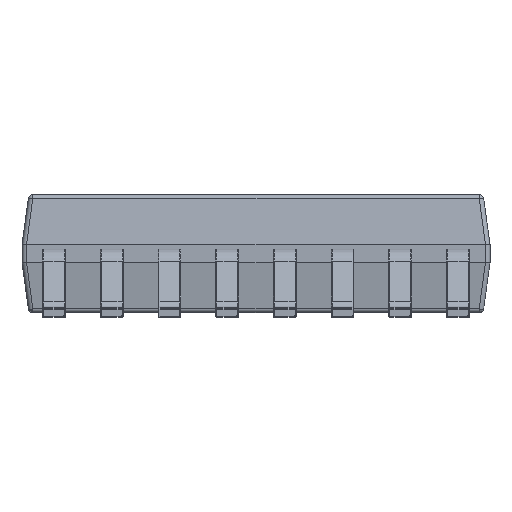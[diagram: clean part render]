
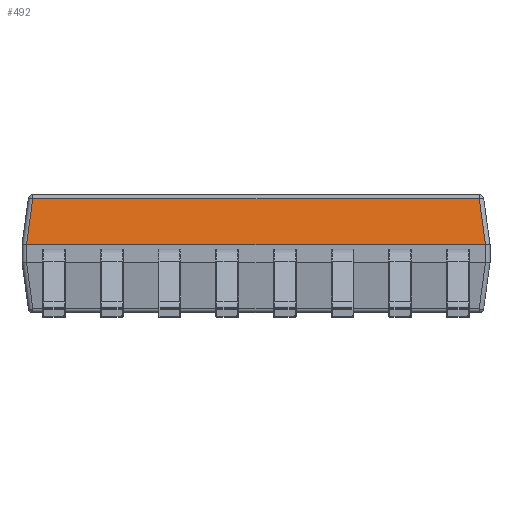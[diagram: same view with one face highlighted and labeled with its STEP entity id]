
A CAD part, left-side view. The second image highlights one B-rep face of the part: STEP entity #492.
In plain terms, the highlighted planar face has unit normal (-0.991, 0, 0.135).
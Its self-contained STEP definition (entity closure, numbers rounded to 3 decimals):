
#491 = ORIENTED_EDGE ( 'NONE', *, *, #874, .F. ) ;
#492 = ADVANCED_FACE ( 'NONE', ( #3644 ), #5575, .T. ) ;
#594 = EDGE_CURVE ( 'NONE', #1274, #2176, #3843, .T. ) ;
#857 = EDGE_CURVE ( 'NONE', #2176, #5829, #4389, .T. ) ;
#858 = EDGE_CURVE ( 'NONE', #1274, #10180, #6746, .T. ) ;
#874 = EDGE_CURVE ( 'NONE', #2603, #5829, #2502, .T. ) ;
#876 = EDGE_CURVE ( 'NONE', #2603, #6900, #2872, .T. ) ;
#915 = EDGE_CURVE ( 'NONE', #6900, #10180, #2482, .T. ) ;
#1274 = VERTEX_POINT ( 'NONE', #5277 ) ;
#1869 = CARTESIAN_POINT ( 'NONE',  ( -3.85, -5.051, 1.6 ) ) ;
#1873 = CARTESIAN_POINT ( 'NONE',  ( -3.85, -5.05, 1.6 ) ) ;
#1905 = CARTESIAN_POINT ( 'NONE',  ( -3.85, -5.051, 1.6 ) ) ;
#1918 = CARTESIAN_POINT ( 'NONE',  ( -3.85, -5.05, 1.6 ) ) ;
#2129 = DIRECTION ( 'NONE',  ( 0., -1., 0. ) ) ;
#2153 = CARTESIAN_POINT ( 'NONE',  ( -3.85, 5.051, 1.6 ) ) ;
#2164 = CARTESIAN_POINT ( 'NONE',  ( -3.85, 5.051, 1.6 ) ) ;
#2172 = CARTESIAN_POINT ( 'NONE',  ( -3.85, 5.051, 1.6 ) ) ;
#2175 = CARTESIAN_POINT ( 'NONE',  ( -3.85, 5.15, 1.6 ) ) ;
#2176 = VERTEX_POINT ( 'NONE', #6815 ) ;
#2212 = DIRECTION ( 'NONE',  ( -0.134, -0.134, -0.982 ) ) ;
#2233 = CARTESIAN_POINT ( 'NONE',  ( -3.85, 5.05, 1.6 ) ) ;
#2263 = CARTESIAN_POINT ( 'NONE',  ( -3.635, -4.836, 3.173 ) ) ;
#2308 = CARTESIAN_POINT ( 'NONE',  ( -3.85, 5.05, 1.6 ) ) ;
#2367 = CARTESIAN_POINT ( 'NONE',  ( -3.712, 4.913, 2.614 ) ) ;
#2482 = B_SPLINE_CURVE_WITH_KNOTS ( 'NONE', 3,
 ( #1873, #1918, #1905, #1869 ),
 .UNSPECIFIED., .F., .F.,
 ( 4, 4 ),
 ( 0., 1. ),
 .UNSPECIFIED. ) ;
#2502 = B_SPLINE_CURVE_WITH_KNOTS ( 'NONE', 3,
 ( #2233, #2308, #2172, #2164 ),
 .UNSPECIFIED., .F., .F.,
 ( 4, 4 ),
 ( 0., 1. ),
 .UNSPECIFIED. ) ;
#2519 = EDGE_LOOP ( 'NONE', ( #3077, #5863, #9579, #491, #5797, #7952 ) ) ;
#2528 = DIRECTION ( 'NONE',  ( -0.134, 0.134, -0.982 ) ) ;
#2603 = VERTEX_POINT ( 'NONE', #2706 ) ;
#2706 = CARTESIAN_POINT ( 'NONE',  ( -3.85, 5.05, 1.6 ) ) ;
#2872 = LINE ( 'NONE', #2175, #3288 ) ;
#3077 = ORIENTED_EDGE ( 'NONE', *, *, #858, .F. ) ;
#3288 = VECTOR ( 'NONE', #2129, 1000. ) ;
#3644 = FACE_OUTER_BOUND ( 'NONE', #2519, .T. ) ;
#3843 = LINE ( 'NONE', #4626, #3887 ) ;
#3887 = VECTOR ( 'NONE', #4684, 1000. ) ;
#4389 = LINE ( 'NONE', #2367, #7779 ) ;
#4626 = CARTESIAN_POINT ( 'NONE',  ( -3.712, 0., 2.614 ) ) ;
#4684 = DIRECTION ( 'NONE',  ( 0., 1., 0. ) ) ;
#5276 = VECTOR ( 'NONE', #2212, 1000. ) ;
#5277 = CARTESIAN_POINT ( 'NONE',  ( -3.712, -4.913, 2.614 ) ) ;
#5487 = DIRECTION ( 'NONE',  ( 0.135, 0., 0.991 ) ) ;
#5497 = DIRECTION ( 'NONE',  ( -0.991, 0., 0.135 ) ) ;
#5506 = CARTESIAN_POINT ( 'NONE',  ( -3.7, 0., 2.7 ) ) ;
#5575 = PLANE ( 'NONE',  #9258 ) ;
#5797 = ORIENTED_EDGE ( 'NONE', *, *, #876, .T. ) ;
#5829 = VERTEX_POINT ( 'NONE', #2153 ) ;
#5863 = ORIENTED_EDGE ( 'NONE', *, *, #594, .T. ) ;
#6686 = CARTESIAN_POINT ( 'NONE',  ( -3.85, -5.051, 1.6 ) ) ;
#6705 = CARTESIAN_POINT ( 'NONE',  ( -3.85, -5.05, 1.6 ) ) ;
#6746 = LINE ( 'NONE', #2263, #5276 ) ;
#6815 = CARTESIAN_POINT ( 'NONE',  ( -3.712, 4.913, 2.614 ) ) ;
#6900 = VERTEX_POINT ( 'NONE', #6705 ) ;
#7779 = VECTOR ( 'NONE', #2528, 1000. ) ;
#7952 = ORIENTED_EDGE ( 'NONE', *, *, #915, .T. ) ;
#9258 = AXIS2_PLACEMENT_3D ( 'NONE', #5506, #5497, #5487 ) ;
#9579 = ORIENTED_EDGE ( 'NONE', *, *, #857, .T. ) ;
#10180 = VERTEX_POINT ( 'NONE', #6686 ) ;
